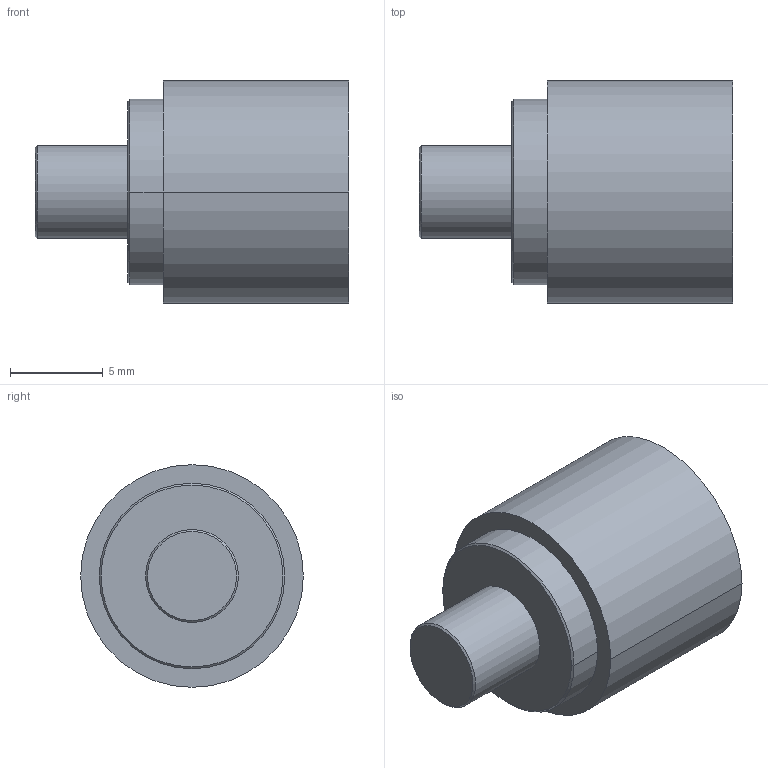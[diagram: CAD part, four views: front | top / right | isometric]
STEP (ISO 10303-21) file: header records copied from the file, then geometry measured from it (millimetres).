
FILE_DESCRIPTION(/* description */ (''),/* implementation_level */ '2;1');
FILE_NAME(/* name */ '20221005_pion_10_5.stp',/* time_stamp */ '2022-10-05T09:21:49+02:00',/* author */ (''),/* organization */ (''),/* preprocessor_version */ 'ST-DEVELOPER v16.7',/* originating_system */ 'SIEMENS PLM Software NX 12.0',/* authorisation */ '');
FILE_SCHEMA (('AUTOMOTIVE_DESIGN { 1 0 10303 214 3 1 1 1 }'));
Length unit declared in the file: millimetre
Products named in the file (1): pion_10_5_stp
Bounding box: 16.9 x 12 x 12 mm (x, y, z)
Volume: 1378.1 mm3; surface area: 777.9 mm2
Topology: 2 solids, 2 shells, 13 faces, 22 edges, 14 vertices
Faces by surface type: plane 5, cylinder 5, cone 3
Full cylindrical faces by diameter (mm): 5 x1
Entity records: 323 total; most frequent: DIRECTION 60, CARTESIAN_POINT 46, ORIENTED_EDGE 38, AXIS2_PLACEMENT_3D 27, EDGE_CURVE 19, EDGE_LOOP 16, ADVANCED_FACE 13, VERTEX_POINT 13
